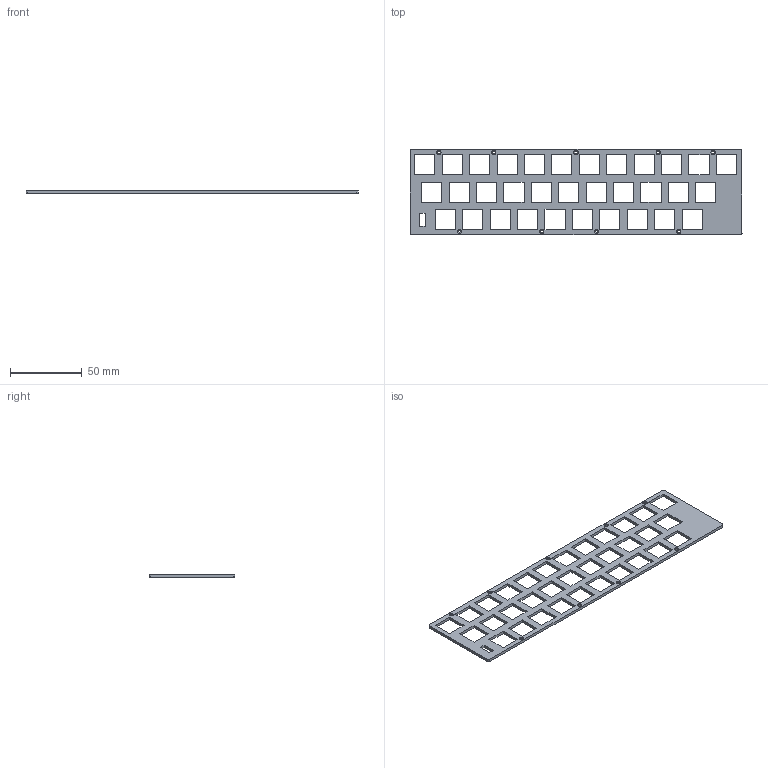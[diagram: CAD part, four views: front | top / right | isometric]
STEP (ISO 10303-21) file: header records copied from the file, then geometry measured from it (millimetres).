
FILE_DESCRIPTION(/* description */ (''),/* implementation_level */ '2;1');
FILE_NAME(/* name */ '000-001_top.step',/* time_stamp */ '2022-08-16T03:21:37+09:00',/* author */ (''),/* organization */ (''),/* preprocessor_version */ 'ST-DEVELOPER v19',/* originating_system */ 'Autodesk Translation Framework v11.7.0.108',/* authorisation */ '');
FILE_SCHEMA (('AUTOMOTIVE_DESIGN { 1 0 10303 214 3 1 1 }'));
Length unit declared in the file: millimetre
Products named in the file (1): keyboard_001 top
Bounding box: 230.7 x 59.25 x 2 mm (x, y, z)
Volume: 14263.7 mm3; surface area: 19274.9 mm2
Topology: 1 solids, 1 shells, 164 faces, 477 edges, 315 vertices
Faces by surface type: plane 142, cylinder 13, cone 9
Full cylindrical faces by diameter (mm): 2 x9
Entity records: 5529 total; most frequent: CARTESIAN_POINT 957, ORIENTED_EDGE 954, DIRECTION 842, EDGE_CURVE 477, LINE 442, VECTOR 442, VERTEX_POINT 315, EDGE_LOOP 250
